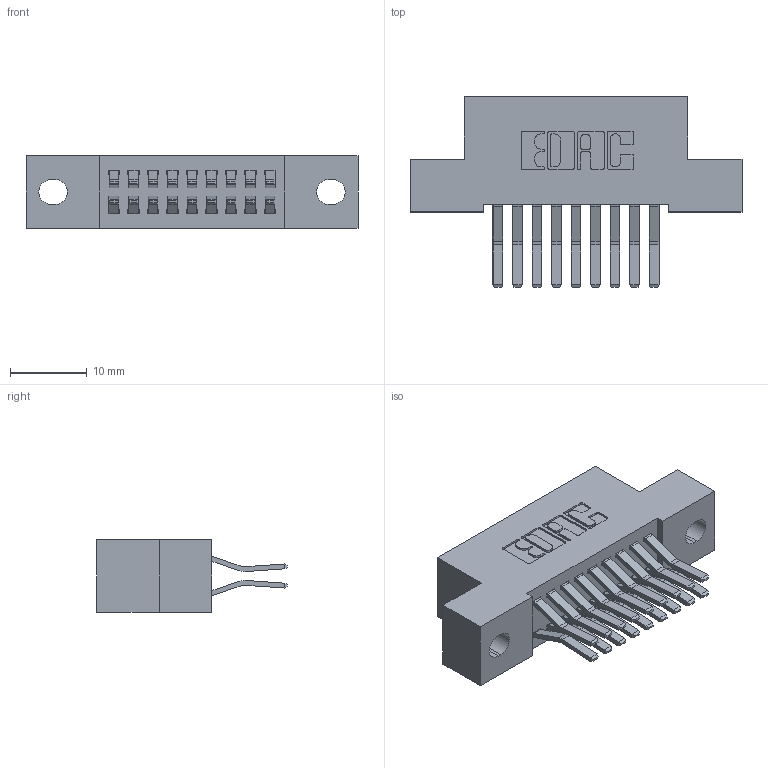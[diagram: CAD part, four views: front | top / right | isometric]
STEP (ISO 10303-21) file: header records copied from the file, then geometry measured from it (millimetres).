
FILE_DESCRIPTION (( 'STEP AP203' ), '1' );
FILE_NAME ('342-018-560-202.STEP', '2018-08-10T21:57:25', ( '' ), ( '' ), 'SwSTEP 2.0', 'SolidWorks 2016', '' );
FILE_SCHEMA (( 'CONFIG_CONTROL_DESIGN' ));
Length unit declared in the file: inch
Products named in the file (3): 342 Part_.128 Slot; 345-292-001_560 Tail; 342-018-560-202
Assembly tree (19 placements, depth 2):
  342-018-560-202
    342 Part_.128 Slot
    345-292-001_560 Tail  x18
Bounding box: 43.18 x 24.78 x 9.4 mm (x, y, z)
Volume: 3789.6 mm3; surface area: 5398.2 mm2
Topology: 19 solids, 19 shells, 1086 faces, 3209 edges, 2114 vertices
Faces by surface type: plane 718, cylinder 368
Entity records: 10149 total; most frequent: CARTESIAN_POINT 1722, ORIENTED_EDGE 1658, DIRECTION 1533, EDGE_CURVE 829, VECTOR 697, LINE 697, VERTEX_POINT 550, AXIS2_PLACEMENT_3D 418
